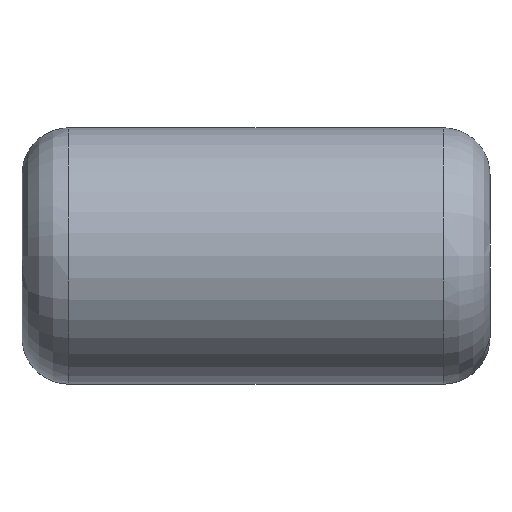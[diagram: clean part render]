
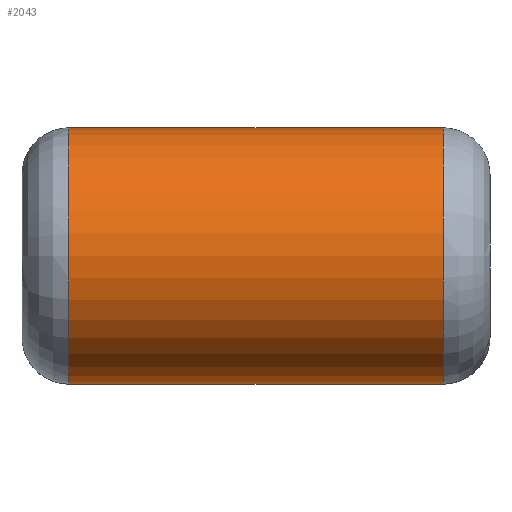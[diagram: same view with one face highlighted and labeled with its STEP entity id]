
A CAD part, top view. The second image highlights one B-rep face of the part: STEP entity #2043.
In plain terms, the highlighted cylindrical face has radius 3.45 mm (diameter 6.9 mm), a partial arc.
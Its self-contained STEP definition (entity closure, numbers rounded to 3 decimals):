
#1643=CARTESIAN_POINT('',(5.04,3.45,11.45));
#1644=VERTEX_POINT('',#1643);
#1693=CARTESIAN_POINT('',(-5.04,3.45,11.45));
#1694=VERTEX_POINT('',#1693);
#1812=CARTESIAN_POINT('',(5.04,-3.45,11.45));
#1813=VERTEX_POINT('',#1812);
#1885=CARTESIAN_POINT('',(-0.0,3.45,11.45));
#1886=DIRECTION('',(-1.0,0.0,0.0));
#1887=VECTOR('',#1886,1.0);
#1888=LINE('',#1885,#1887);
#1889=EDGE_CURVE('n� 72',#1644,#1694,#1888,.T.);
#1944=CARTESIAN_POINT('',(-5.04,-3.45,11.45));
#1945=VERTEX_POINT('',#1944);
#1969=CARTESIAN_POINT('',(0.0,-3.45,11.45));
#1970=DIRECTION('',(1.0,-0.0,-0.0));
#1971=VECTOR('',#1970,1.0);
#1972=LINE('',#1969,#1971);
#1973=EDGE_CURVE('n� 10',#1945,#1813,#1972,.T.);
#1990=CARTESIAN_POINT('',(5.04,-0.0,11.45));
#1991=DIRECTION('',(-1.0,-0.0,-0.0));
#1992=DIRECTION('',(0.0,1.0,0.0));
#1993=AXIS2_PLACEMENT_3D('',#1990,#1991,#1992);
#1994=CIRCLE('',#1993,3.45);
#1995=EDGE_CURVE('n� 14',#1813,#1644,#1994,.T.);
#2010=CARTESIAN_POINT('',(-5.04,-0.0,11.45));
#2011=DIRECTION('',(1.0,0.0,0.0));
#2012=DIRECTION('',(0.0,1.0,0.0));
#2013=AXIS2_PLACEMENT_3D('',#2010,#2011,#2012);
#2014=CIRCLE('',#2013,3.45);
#2015=EDGE_CURVE('n� 21',#1694,#1945,#2014,.T.);
#2032=ORIENTED_EDGE('',*,*,#1995,.T.);
#2033=ORIENTED_EDGE('',*,*,#1889,.T.);
#2034=ORIENTED_EDGE('',*,*,#2015,.T.);
#2035=ORIENTED_EDGE('',*,*,#1973,.T.);
#2036=EDGE_LOOP('',(#2032,#2033,#2034,#2035));
#2037=FACE_OUTER_BOUND('',#2036,.T.);
#2038=CARTESIAN_POINT('',(0.0,-0.0,11.45));
#2039=DIRECTION('',(1.0,0.0,0.0));
#2040=DIRECTION('',(0.0,1.0,0.0));
#2041=AXIS2_PLACEMENT_3D('',#2038,#2039,#2040);
#2042=CYLINDRICAL_SURFACE('',#2041,3.45);
#2043=ADVANCED_FACE('n� 2',(#2037),#2042,.T.);
